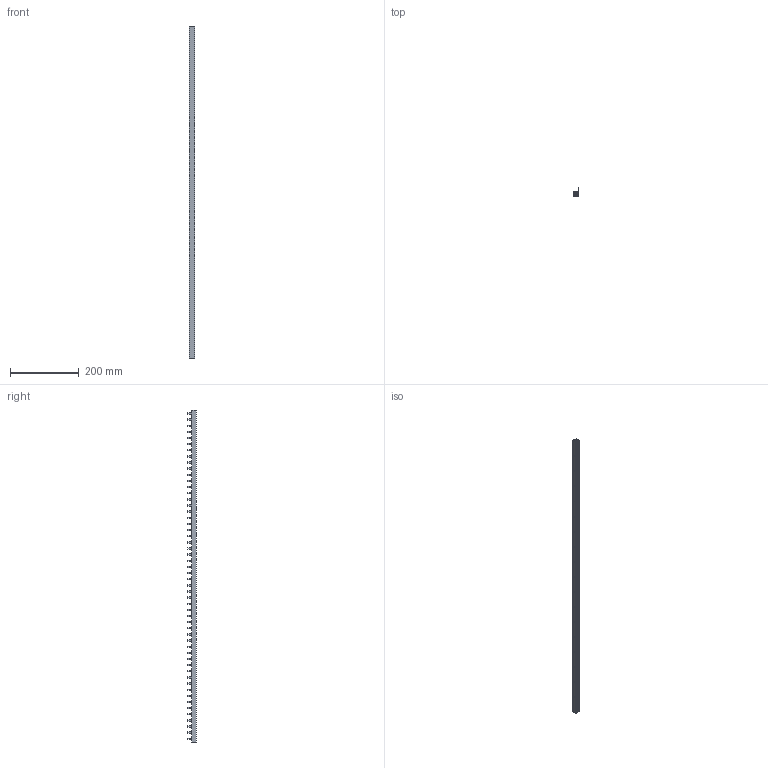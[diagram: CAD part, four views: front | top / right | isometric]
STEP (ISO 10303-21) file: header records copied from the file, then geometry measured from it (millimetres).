
FILE_DESCRIPTION((''),'2;1');
FILE_NAME('IZS10_3F_ASM','2021-04-02T',('marketing.praksa'),('Audax d.o.o.'),'CREO PARAMETRIC BY PTC INC, 2017480','CREO PARAMETRIC BY PTC INC, 2017480','');
FILE_SCHEMA(('AUTOMOTIVE_DESIGN { 1 0 10303 214 1 1 1 1 }'));
Products named in the file (6): COPPER-P1-54MOD; COPPER-P2-54MOD; COPPER-P3-54MOD; PRT0154; PRT0153; IZS10_3F_ASM
Assembly tree (5 placements, depth 2):
  IZS10_3F_ASM
    COPPER-P1-54MOD
    COPPER-P2-54MOD
    COPPER-P3-54MOD
    PRT0154
    PRT0153
Bounding box: 16.53 x 24.2 x 962.6 mm (x, y, z)
Volume: 115572.5 mm3; surface area: 218597 mm2
Topology: 7 solids, 7 shells, 1528 faces, 4489 edges, 2978 vertices
Faces by surface type: plane 813, cylinder 604, torus 111
Entity records: 77538 total; most frequent: CARTESIAN_POINT 11777, ORIENTED_EDGE 8978, DIRECTION 8442, PRESENTATION_STYLE_ASSIGNMENT 6024, STYLED_ITEM 6024, CURVE_STYLE 4489, EDGE_CURVE 4489, VERTEX_POINT 2978
